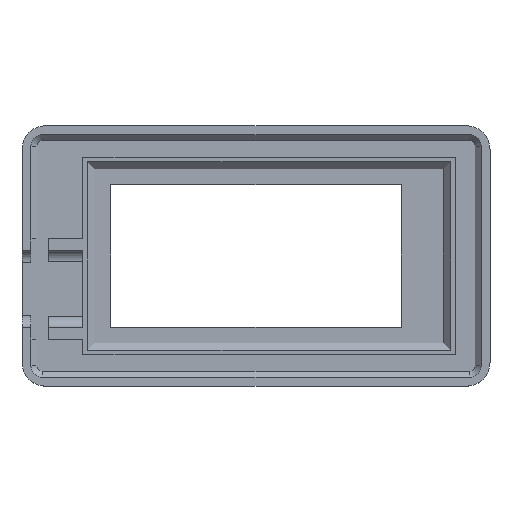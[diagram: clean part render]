
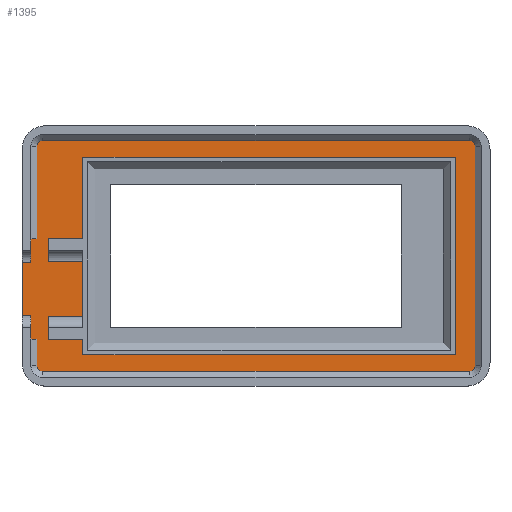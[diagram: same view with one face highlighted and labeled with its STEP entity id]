
A CAD part, top view. The second image highlights one B-rep face of the part: STEP entity #1395.
In plain terms, the highlighted planar face has unit normal (0, 0, 1).
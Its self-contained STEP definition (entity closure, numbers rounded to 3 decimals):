
#58=FACE_BOUND('',#225,.T.);
#143=FACE_OUTER_BOUND('',#224,.T.);
#224=EDGE_LOOP('',(#1175,#1176,#1177,#1178,#1179,#1180,#1181,#1182));
#225=EDGE_LOOP('',(#1183,#1184,#1185,#1186,#1187,#1188,#1189,#1190,#1191,
#1192,#1193,#1194));
#331=LINE('',#2360,#487);
#334=LINE('',#2367,#490);
#336=LINE('',#2371,#492);
#338=LINE('',#2375,#494);
#340=LINE('',#2381,#496);
#367=LINE('',#2438,#523);
#370=LINE('',#2443,#526);
#372=LINE('',#2447,#528);
#374=LINE('',#2451,#530);
#376=LINE('',#2455,#532);
#378=LINE('',#2459,#534);
#379=LINE('',#2461,#535);
#380=LINE('',#2462,#536);
#381=LINE('',#2464,#537);
#382=LINE('',#2466,#538);
#383=LINE('',#2468,#539);
#384=LINE('',#2470,#540);
#385=LINE('',#2472,#541);
#386=LINE('',#2474,#542);
#387=LINE('',#2475,#543);
#487=VECTOR('',#1721,10.);
#490=VECTOR('',#1728,10.);
#492=VECTOR('',#1732,10.);
#494=VECTOR('',#1736,10.);
#496=VECTOR('',#1742,10.);
#523=VECTOR('',#1783,10.);
#526=VECTOR('',#1788,10.);
#528=VECTOR('',#1792,10.);
#530=VECTOR('',#1796,10.);
#532=VECTOR('',#1800,10.);
#534=VECTOR('',#1804,10.);
#535=VECTOR('',#1805,10.);
#536=VECTOR('',#1806,10.);
#537=VECTOR('',#1807,10.);
#538=VECTOR('',#1808,10.);
#539=VECTOR('',#1809,2.);
#540=VECTOR('',#1810,10.);
#541=VECTOR('',#1811,2.);
#542=VECTOR('',#1812,10.);
#543=VECTOR('',#1813,10.);
#640=VERTEX_POINT('',#2357);
#641=VERTEX_POINT('',#2359);
#643=VERTEX_POINT('',#2365);
#644=VERTEX_POINT('',#2369);
#645=VERTEX_POINT('',#2373);
#647=VERTEX_POINT('',#2379);
#669=VERTEX_POINT('',#2436);
#670=VERTEX_POINT('',#2437);
#671=VERTEX_POINT('',#2442);
#672=VERTEX_POINT('',#2446);
#673=VERTEX_POINT('',#2450);
#674=VERTEX_POINT('',#2454);
#675=VERTEX_POINT('',#2458);
#676=VERTEX_POINT('',#2460);
#677=VERTEX_POINT('',#2463);
#678=VERTEX_POINT('',#2465);
#679=VERTEX_POINT('',#2467);
#680=VERTEX_POINT('',#2469);
#681=VERTEX_POINT('',#2471);
#682=VERTEX_POINT('',#2473);
#805=EDGE_CURVE('',#640,#641,#331,.T.);
#809=EDGE_CURVE('',#643,#640,#334,.T.);
#811=EDGE_CURVE('',#644,#643,#336,.T.);
#813=EDGE_CURVE('',#645,#644,#338,.T.);
#816=EDGE_CURVE('',#647,#645,#340,.T.);
#843=EDGE_CURVE('',#669,#670,#367,.T.);
#846=EDGE_CURVE('',#670,#671,#370,.T.);
#848=EDGE_CURVE('',#671,#672,#372,.T.);
#850=EDGE_CURVE('',#672,#673,#374,.T.);
#852=EDGE_CURVE('',#673,#674,#376,.T.);
#854=EDGE_CURVE('',#675,#647,#378,.T.);
#855=EDGE_CURVE('',#676,#675,#379,.T.);
#856=EDGE_CURVE('',#641,#676,#380,.T.);
#857=EDGE_CURVE('',#674,#677,#381,.T.);
#858=EDGE_CURVE('',#677,#678,#382,.T.);
#859=EDGE_CURVE('',#679,#678,#383,.T.);
#860=EDGE_CURVE('',#679,#680,#384,.T.);
#861=EDGE_CURVE('',#681,#680,#385,.T.);
#862=EDGE_CURVE('',#681,#682,#386,.T.);
#863=EDGE_CURVE('',#682,#669,#387,.T.);
#1175=ORIENTED_EDGE('',*,*,#854,.F.);
#1176=ORIENTED_EDGE('',*,*,#855,.F.);
#1177=ORIENTED_EDGE('',*,*,#856,.F.);
#1178=ORIENTED_EDGE('',*,*,#805,.F.);
#1179=ORIENTED_EDGE('',*,*,#809,.F.);
#1180=ORIENTED_EDGE('',*,*,#811,.F.);
#1181=ORIENTED_EDGE('',*,*,#813,.F.);
#1182=ORIENTED_EDGE('',*,*,#816,.F.);
#1183=ORIENTED_EDGE('',*,*,#852,.T.);
#1184=ORIENTED_EDGE('',*,*,#857,.T.);
#1185=ORIENTED_EDGE('',*,*,#858,.T.);
#1186=ORIENTED_EDGE('',*,*,#859,.F.);
#1187=ORIENTED_EDGE('',*,*,#860,.T.);
#1188=ORIENTED_EDGE('',*,*,#861,.F.);
#1189=ORIENTED_EDGE('',*,*,#862,.T.);
#1190=ORIENTED_EDGE('',*,*,#863,.T.);
#1191=ORIENTED_EDGE('',*,*,#843,.T.);
#1192=ORIENTED_EDGE('',*,*,#846,.T.);
#1193=ORIENTED_EDGE('',*,*,#848,.T.);
#1194=ORIENTED_EDGE('',*,*,#850,.T.);
#1325=PLANE('',#1501);
#1395=ADVANCED_FACE('',(#143,#58),#1325,.F.);
#1501=AXIS2_PLACEMENT_3D('',#2457,#1802,#1803);
#1721=DIRECTION('',(0.,1.,0.));
#1728=DIRECTION('',(-1.,0.,0.));
#1732=DIRECTION('',(0.,-1.,0.));
#1736=DIRECTION('',(1.,0.,0.));
#1742=DIRECTION('',(0.,1.,0.));
#1783=DIRECTION('',(0.,1.,0.));
#1788=DIRECTION('',(1.,0.,0.));
#1792=DIRECTION('',(0.,-1.,0.));
#1796=DIRECTION('',(-1.,0.,0.));
#1800=DIRECTION('',(0.,1.,0.));
#1802=DIRECTION('center_axis',(0.,0.,-1.));
#1803=DIRECTION('ref_axis',(-1.,0.,0.));
#1804=DIRECTION('',(1.,0.,0.));
#1805=DIRECTION('',(0.,1.,0.));
#1806=DIRECTION('',(-1.,0.,0.));
#1807=DIRECTION('',(-1.,0.,0.));
#1808=DIRECTION('',(0.,1.,0.));
#1809=DIRECTION('',(-1.,0.,0.));
#1810=DIRECTION('',(0.,1.,0.));
#1811=DIRECTION('',(1.,0.,0.));
#1812=DIRECTION('',(0.,1.,0.));
#1813=DIRECTION('',(1.,0.,0.));
#2357=CARTESIAN_POINT('',(-35.6,-20.6,2.));
#2359=CARTESIAN_POINT('',(-35.6,-10.1,2.));
#2360=CARTESIAN_POINT('',(-35.6,20.6,2.));
#2365=CARTESIAN_POINT('',(40.852,-20.6,2.));
#2367=CARTESIAN_POINT('',(-35.6,-20.6,2.));
#2369=CARTESIAN_POINT('',(40.852,20.6,2.));
#2371=CARTESIAN_POINT('',(40.852,-20.6,2.));
#2373=CARTESIAN_POINT('',(-35.6,20.6,2.));
#2375=CARTESIAN_POINT('',(40.852,20.6,2.));
#2379=CARTESIAN_POINT('',(-35.6,-1.1,2.));
#2381=CARTESIAN_POINT('',(-35.6,20.6,2.));
#2436=CARTESIAN_POINT('',(-26.748,2.9,2.));
#2437=CARTESIAN_POINT('',(-26.748,16.8,2.));
#2438=CARTESIAN_POINT('',(-26.748,8.4,2.));
#2442=CARTESIAN_POINT('',(36.452,16.8,2.));
#2443=CARTESIAN_POINT('',(19.539,16.8,2.));
#2446=CARTESIAN_POINT('',(36.452,-16.8,2.));
#2447=CARTESIAN_POINT('',(36.452,-8.4,2.));
#2450=CARTESIAN_POINT('',(-26.748,-16.8,2.));
#2451=CARTESIAN_POINT('',(-12.061,-16.8,2.));
#2454=CARTESIAN_POINT('',(-26.748,-14.1,2.));
#2455=CARTESIAN_POINT('',(-26.748,-7.05,2.));
#2457=CARTESIAN_POINT('Origin',(2.626,0.,2.));
#2458=CARTESIAN_POINT('',(-37.1,-1.1,2.));
#2459=CARTESIAN_POINT('',(-17.237,-1.1,2.));
#2460=CARTESIAN_POINT('',(-37.1,-10.1,2.));
#2461=CARTESIAN_POINT('',(-37.1,5.,2.));
#2462=CARTESIAN_POINT('',(-17.237,-10.1,2.));
#2463=CARTESIAN_POINT('',(-32.6,-14.1,2.));
#2464=CARTESIAN_POINT('',(-14.987,-14.1,2.));
#2465=CARTESIAN_POINT('',(-32.6,-10.227,2.));
#2466=CARTESIAN_POINT('',(-32.6,-6.05,2.));
#2467=CARTESIAN_POINT('',(-26.748,-10.227,2.));
#2468=CARTESIAN_POINT('',(-24.748,-10.227,2.));
#2469=CARTESIAN_POINT('',(-26.748,-0.973,2.));
#2470=CARTESIAN_POINT('',(-26.748,0.45,2.));
#2471=CARTESIAN_POINT('',(-32.6,-0.973,2.));
#2472=CARTESIAN_POINT('',(-24.748,-0.973,2.));
#2473=CARTESIAN_POINT('',(-32.6,2.9,2.));
#2474=CARTESIAN_POINT('',(-32.6,1.45,2.));
#2475=CARTESIAN_POINT('',(-11.061,2.9,2.));
